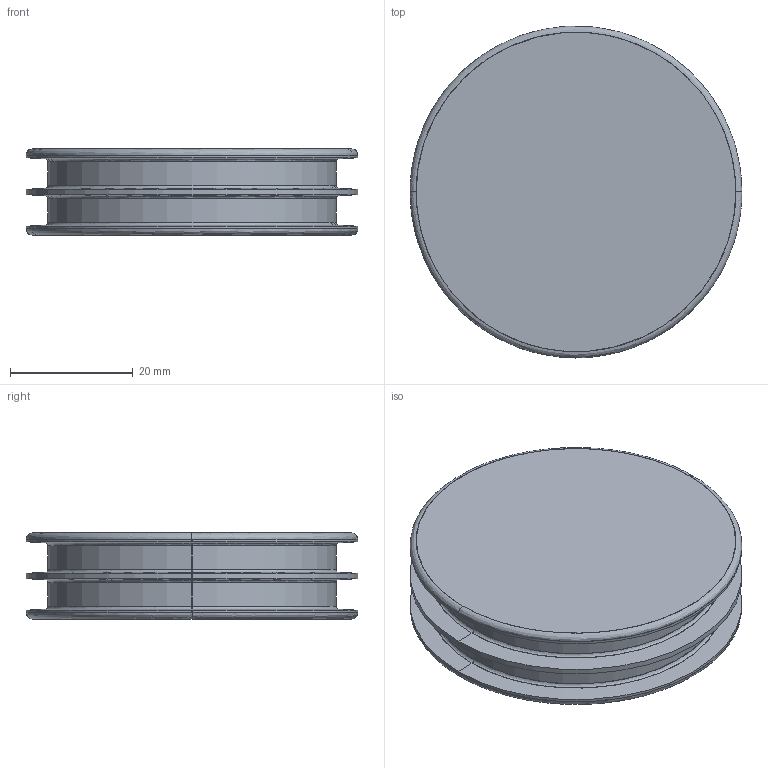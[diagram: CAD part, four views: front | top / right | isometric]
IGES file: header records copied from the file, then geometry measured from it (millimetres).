
Start section: SolidWorks IGES file using analytic representation for surfaces
Global section: file name: 02.IGS; native system: SolidWorks 2020; preprocessor: SolidWorks 2020; author: benja; date: 210314.210238; units: millimetre
Bounding box: 54 x 54 x 14 mm (x, y, z)
Surface area: 12607.9 mm2 (no closed solid volume)
Topology: 0 solids, 0 shells, 77 faces, 1114 edges, 1114 vertices
Faces by surface type: revolution 51, bspline 26
